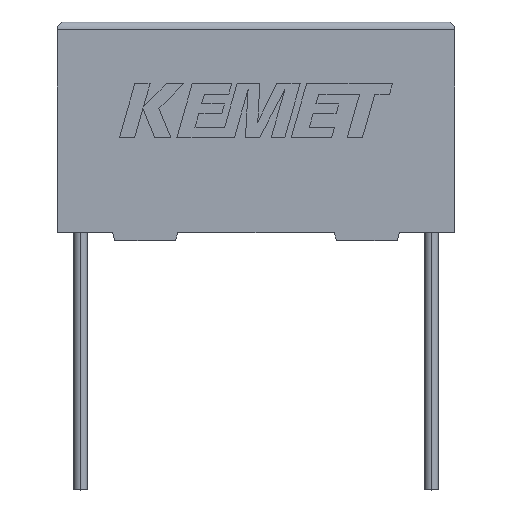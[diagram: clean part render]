
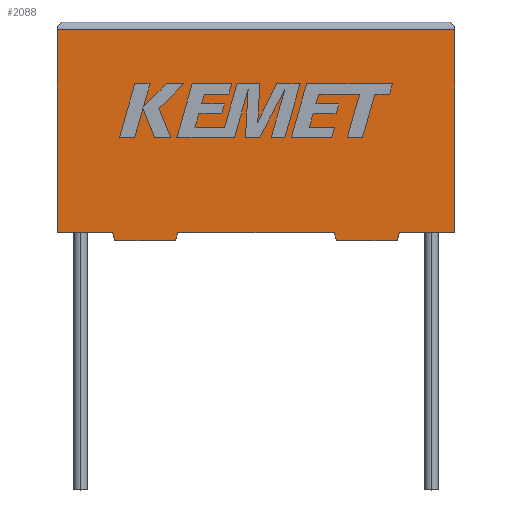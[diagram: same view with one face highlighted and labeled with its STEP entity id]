
A CAD part, top view. The second image highlights one B-rep face of the part: STEP entity #2088.
In plain terms, the highlighted planar face has unit normal (0, 0, 1).
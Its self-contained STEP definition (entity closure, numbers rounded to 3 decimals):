
#9 = DIRECTION ( 'NONE',  ( 0.287, -0.958, 0. ) ) ;
#20 = DIRECTION ( 'NONE',  ( 1., 0., 0. ) ) ;
#45 = ORIENTED_EDGE ( 'NONE', *, *, #841, .T. ) ;
#57 = EDGE_CURVE ( 'NONE', #1767, #1288, #2128, .T. ) ;
#118 = DIRECTION ( 'NONE',  ( -0.287, -0.958, 0. ) ) ;
#127 = ORIENTED_EDGE ( 'NONE', *, *, #784, .T. ) ;
#151 = CARTESIAN_POINT ( 'NONE',  ( 25.5, 13., 5.5 ) ) ;
#171 = VERTEX_POINT ( 'NONE', #2666 ) ;
#211 = VERTEX_POINT ( 'NONE', #1188 ) ;
#214 = LINE ( 'NONE', #1942, #2488 ) ;
#322 = FACE_OUTER_BOUND ( 'NONE', #1681, .T. ) ;
#323 = ORIENTED_EDGE ( 'NONE', *, *, #1792, .T. ) ;
#351 = EDGE_CURVE ( 'NONE', #1178, #1456, #738, .T. ) ;
#426 = VECTOR ( 'NONE', #1365, 1000. ) ;
#439 = DIRECTION ( 'NONE',  ( -1., 0., 0. ) ) ;
#465 = LINE ( 'NONE', #2432, #2379 ) ;
#478 = CARTESIAN_POINT ( 'NONE',  ( 21.81, -0.5, 5.5 ) ) ;
#505 = VECTOR ( 'NONE', #2418, 1000. ) ;
#530 = DIRECTION ( 'NONE',  ( 1., 0., 0. ) ) ;
#647 = CARTESIAN_POINT ( 'NONE',  ( 3.69, -0.5, 5.5 ) ) ;
#657 = CARTESIAN_POINT ( 'NONE',  ( 0., 13., 5.5 ) ) ;
#738 = LINE ( 'NONE', #1746, #2580 ) ;
#752 = VERTEX_POINT ( 'NONE', #1734 ) ;
#784 = EDGE_CURVE ( 'NONE', #807, #1288, #2605, .T. ) ;
#807 = VERTEX_POINT ( 'NONE', #2952 ) ;
#841 = EDGE_CURVE ( 'NONE', #1456, #211, #465, .T. ) ;
#849 = VECTOR ( 'NONE', #20, 1000. ) ;
#883 = EDGE_CURVE ( 'NONE', #2562, #1773, #2841, .T. ) ;
#934 = CARTESIAN_POINT ( 'NONE',  ( 3.54, 0., 5.5 ) ) ;
#970 = VERTEX_POINT ( 'NONE', #2880 ) ;
#981 = DIRECTION ( 'NONE',  ( 0., -1., 0. ) ) ;
#1016 = ORIENTED_EDGE ( 'NONE', *, *, #1374, .T. ) ;
#1091 = ORIENTED_EDGE ( 'NONE', *, *, #2129, .T. ) ;
#1169 = DIRECTION ( 'NONE',  ( -1., 0., 0. ) ) ;
#1178 = VERTEX_POINT ( 'NONE', #934 ) ;
#1188 = CARTESIAN_POINT ( 'NONE',  ( 7.591, -0.5, 5.5 ) ) ;
#1195 = VECTOR ( 'NONE', #1169, 1000. ) ;
#1255 = DIRECTION ( 'NONE',  ( 0., 0., -1. ) ) ;
#1262 = EDGE_CURVE ( 'NONE', #2792, #1767, #2761, .T. ) ;
#1264 = VECTOR ( 'NONE', #2608, 1000. ) ;
#1288 = VERTEX_POINT ( 'NONE', #1996 ) ;
#1365 = DIRECTION ( 'NONE',  ( -0.287, 0.958, 0. ) ) ;
#1374 = EDGE_CURVE ( 'NONE', #211, #807, #3145, .T. ) ;
#1423 = CARTESIAN_POINT ( 'NONE',  ( 25.5, 0., 5.5 ) ) ;
#1449 = VECTOR ( 'NONE', #981, 1000. ) ;
#1456 = VERTEX_POINT ( 'NONE', #647 ) ;
#1466 = EDGE_CURVE ( 'NONE', #970, #2792, #214, .T. ) ;
#1510 = AXIS2_PLACEMENT_3D ( 'NONE', #2065, #1255, #2736 ) ;
#1540 = ORIENTED_EDGE ( 'NONE', *, *, #1566, .T. ) ;
#1566 = EDGE_CURVE ( 'NONE', #171, #752, #3186, .T. ) ;
#1575 = ORIENTED_EDGE ( 'NONE', *, *, #351, .T. ) ;
#1611 = LINE ( 'NONE', #2950, #849 ) ;
#1658 = VECTOR ( 'NONE', #2348, 1000. ) ;
#1681 = EDGE_LOOP ( 'NONE', ( #1962, #323, #1540, #1091, #1575, #45, #1016, #127, #2803, #2909, #2363, #2527 ) ) ;
#1682 = VECTOR ( 'NONE', #530, 1000. ) ;
#1734 = CARTESIAN_POINT ( 'NONE',  ( 0., 0., 5.5 ) ) ;
#1746 = CARTESIAN_POINT ( 'NONE',  ( 3.54, 0., 5.5 ) ) ;
#1767 = VERTEX_POINT ( 'NONE', #1961 ) ;
#1773 = VERTEX_POINT ( 'NONE', #151 ) ;
#1789 = PLANE ( 'NONE',  #1510 ) ;
#1792 = EDGE_CURVE ( 'NONE', #1773, #171, #2689, .T. ) ;
#1839 = LINE ( 'NONE', #2269, #1682 ) ;
#1942 = CARTESIAN_POINT ( 'NONE',  ( 21.96, 0., 5.5 ) ) ;
#1961 = CARTESIAN_POINT ( 'NONE',  ( 17.909, -0.5, 5.5 ) ) ;
#1962 = ORIENTED_EDGE ( 'NONE', *, *, #883, .T. ) ;
#1971 = VECTOR ( 'NONE', #439, 1000. ) ;
#1996 = CARTESIAN_POINT ( 'NONE',  ( 17.759, 0., 5.5 ) ) ;
#2065 = CARTESIAN_POINT ( 'NONE',  ( 0., 0., 5.5 ) ) ;
#2088 = ADVANCED_FACE ( 'NONE', ( #322 ), #1789, .F. ) ;
#2128 = LINE ( 'NONE', #2846, #426 ) ;
#2129 = EDGE_CURVE ( 'NONE', #752, #1178, #1839, .T. ) ;
#2190 = CARTESIAN_POINT ( 'NONE',  ( 0., 0., 5.5 ) ) ;
#2269 = CARTESIAN_POINT ( 'NONE',  ( 0., 0., 5.5 ) ) ;
#2348 = DIRECTION ( 'NONE',  ( 0., 1., 0. ) ) ;
#2363 = ORIENTED_EDGE ( 'NONE', *, *, #1466, .F. ) ;
#2379 = VECTOR ( 'NONE', #2677, 1000. ) ;
#2418 = DIRECTION ( 'NONE',  ( 1., 0., 0. ) ) ;
#2432 = CARTESIAN_POINT ( 'NONE',  ( 3.69, -0.5, 5.5 ) ) ;
#2477 = CARTESIAN_POINT ( 'NONE',  ( 21.81, -0.5, 5.5 ) ) ;
#2488 = VECTOR ( 'NONE', #118, 1000. ) ;
#2527 = ORIENTED_EDGE ( 'NONE', *, *, #2884, .T. ) ;
#2562 = VERTEX_POINT ( 'NONE', #1423 ) ;
#2580 = VECTOR ( 'NONE', #9, 1000. ) ;
#2605 = LINE ( 'NONE', #2190, #505 ) ;
#2608 = DIRECTION ( 'NONE',  ( 0.287, 0.958, 0. ) ) ;
#2666 = CARTESIAN_POINT ( 'NONE',  ( 0., 13., 5.5 ) ) ;
#2677 = DIRECTION ( 'NONE',  ( 1., 0., 0. ) ) ;
#2689 = LINE ( 'NONE', #657, #1195 ) ;
#2736 = DIRECTION ( 'NONE',  ( -1., 0., 0. ) ) ;
#2761 = LINE ( 'NONE', #478, #1971 ) ;
#2792 = VERTEX_POINT ( 'NONE', #2477 ) ;
#2803 = ORIENTED_EDGE ( 'NONE', *, *, #57, .F. ) ;
#2841 = LINE ( 'NONE', #3039, #1658 ) ;
#2846 = CARTESIAN_POINT ( 'NONE',  ( 17.909, -0.5, 5.5 ) ) ;
#2880 = CARTESIAN_POINT ( 'NONE',  ( 21.96, 0., 5.5 ) ) ;
#2884 = EDGE_CURVE ( 'NONE', #970, #2562, #1611, .T. ) ;
#2909 = ORIENTED_EDGE ( 'NONE', *, *, #1262, .F. ) ;
#2950 = CARTESIAN_POINT ( 'NONE',  ( 0., 0., 5.5 ) ) ;
#2952 = CARTESIAN_POINT ( 'NONE',  ( 7.741, 0., 5.5 ) ) ;
#3039 = CARTESIAN_POINT ( 'NONE',  ( 25.5, 0., 5.5 ) ) ;
#3145 = LINE ( 'NONE', #3147, #1264 ) ;
#3147 = CARTESIAN_POINT ( 'NONE',  ( 7.591, -0.5, 5.5 ) ) ;
#3186 = LINE ( 'NONE', #3193, #1449 ) ;
#3193 = CARTESIAN_POINT ( 'NONE',  ( 0., 0., 5.5 ) ) ;
